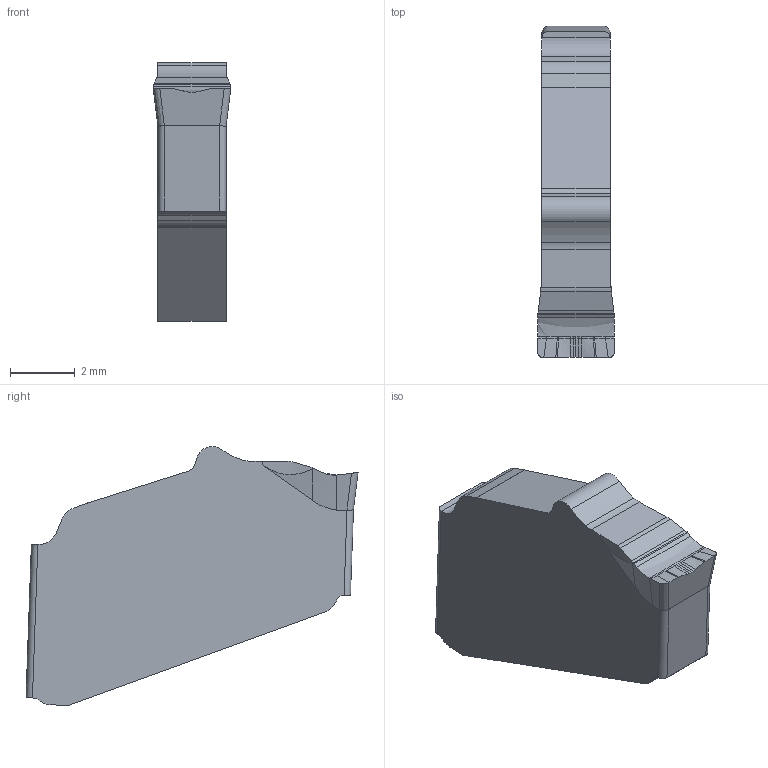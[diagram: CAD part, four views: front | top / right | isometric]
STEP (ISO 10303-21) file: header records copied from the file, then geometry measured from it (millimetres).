
FILE_DESCRIPTION(/* description */ (''),/* implementation_level */ '2;1');
FILE_NAME(/* name */ 'GW1M0239E020N-GS.stp',/* time_stamp */ '2021-08-05T09:34:41+09:00',/* author */ (''),/* organization */ (''),/* preprocessor_version */ 'ST-DEVELOPER v16',/* originating_system */ 'SIEMENS PLM Software NX 10.0',/* authorisation */ '');
FILE_SCHEMA (('AUTOMOTIVE_DESIGN { 1 0 10303 214 3 1 1 1 }'));
Length unit declared in the file: millimetre
Products named in the file (1): GW1M0239E020N-GS
Bounding box: 2.39 x 10.25 x 7.99 mm (x, y, z)
Volume: 115.4 mm3; surface area: 173.5 mm2
Topology: 1 solids, 1 shells, 72 faces, 250 edges, 239 vertices
Faces by surface type: plane 25, bspline 25, cylinder 17, extrusion 5
Entity records: 3839 total; most frequent: CARTESIAN_POINT 1753, ORIENTED_EDGE 386, DIRECTION 309, EDGE_CURVE 193, VERTEX_POINT 123, VECTOR 121, LINE 116, AXIS2_PLACEMENT_3D 94
